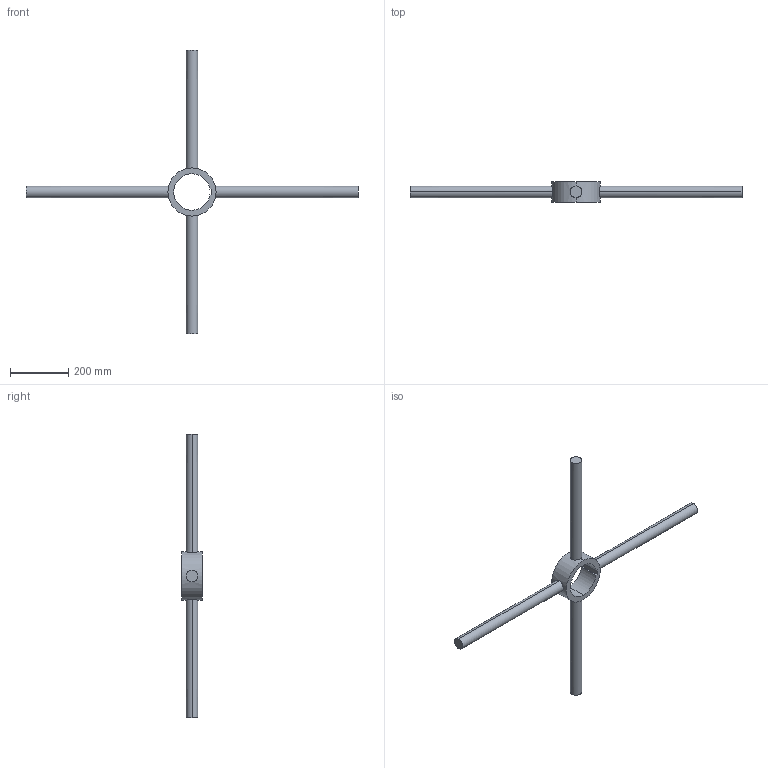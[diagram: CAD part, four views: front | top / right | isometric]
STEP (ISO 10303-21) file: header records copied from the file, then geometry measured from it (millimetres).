
FILE_DESCRIPTION (( 'STEP AP214' ), '1' );
FILE_NAME ('3D 翱蝗 8廓.STEP', '2018-05-24T23:50:38', ( '' ), ( '' ), 'SwSTEP 2.0', 'SolidWorks 2017', '' );
FILE_SCHEMA (( 'AUTOMOTIVE_DESIGN' ));
Length unit declared in the file: millimetre
Products named in the file (1): 3D 翱蝗 8廓8易帚8使o使見
Bounding box: 1140 x 70 x 975 mm (x, y, z)
Volume: 2877228.1 mm3; surface area: 307429.4 mm2
Topology: 1 solids, 1 shells, 22 faces, 54 edges, 36 vertices
Faces by surface type: cylinder 13, plane 9
Entity records: 1114 total; most frequent: CARTESIAN_POINT 557, ORIENTED_EDGE 108, DIRECTION 106, EDGE_CURVE 54, AXIS2_PLACEMENT_3D 41, VERTEX_POINT 36, EDGE_LOOP 26, VECTOR 24
